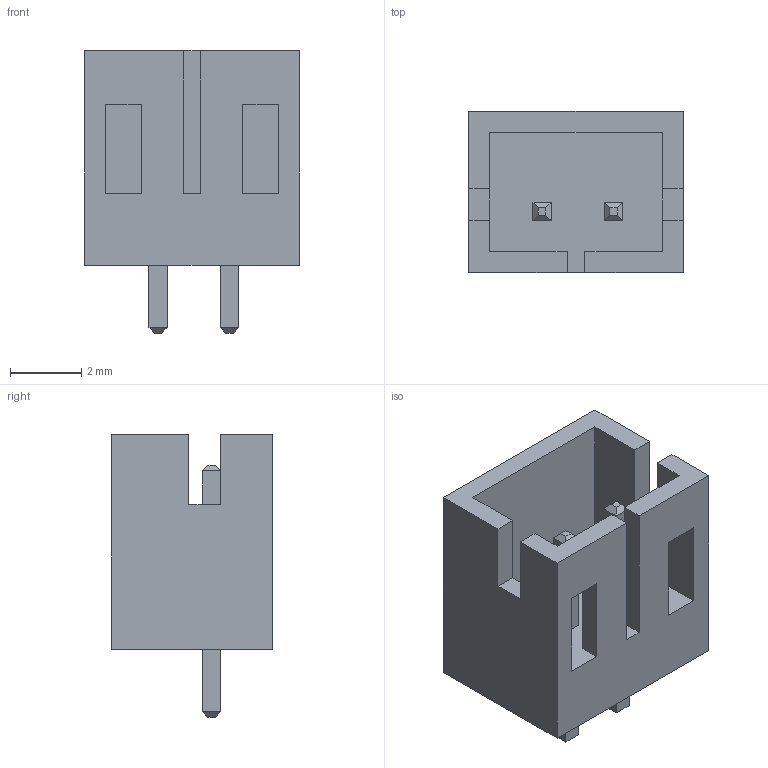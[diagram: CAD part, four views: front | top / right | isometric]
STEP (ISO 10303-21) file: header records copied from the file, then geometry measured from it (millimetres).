
FILE_DESCRIPTION(/* description */ (''),/* implementation_level */ '2;1');
FILE_NAME(/* name */ 'JST BxB-PH-K-S-2P VERTICAL v1.step',/* time_stamp */ '2019-09-23T14:34:36-05:00',/* author */ (''),/* organization */ (''),/* preprocessor_version */ 'ST-DEVELOPER v18',/* originating_system */ 'Autodesk Translation Framework v8.6.0.1094',/* authorisation */ '');
FILE_SCHEMA (('AUTOMOTIVE_DESIGN { 1 0 10303 214 3 1 1 }'));
Length unit declared in the file: millimetre
Products named in the file (1): JST BxB-PH-K-S-2P VERTICAL
Bounding box: 6 x 4.5 x 7.91 mm (x, y, z)
Volume: 93.8 mm3; surface area: 261.4 mm2
Topology: 1 solids, 1 shells, 62 faces, 158 edges, 100 vertices
Faces by surface type: plane 62
Entity records: 1905 total; most frequent: CARTESIAN_POINT 321, ORIENTED_EDGE 316, DIRECTION 284, LINE 158, VECTOR 158, EDGE_CURVE 158, VERTEX_POINT 100, EDGE_LOOP 68
